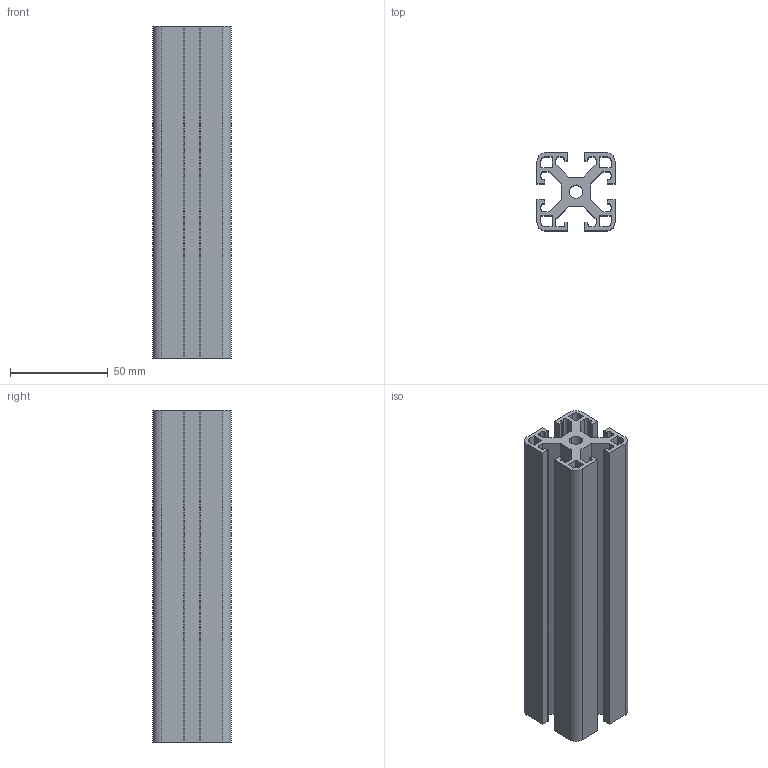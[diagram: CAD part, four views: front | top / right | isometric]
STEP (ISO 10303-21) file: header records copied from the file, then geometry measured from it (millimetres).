
FILE_DESCRIPTION (( 'STEP AP203' ), '1' );
FILE_NAME ('aluminum profile.STEP', '2021-04-22T19:37:10', ( 'Leo' ), ( 'Microsoft' ), 'SwSTEP 2.0', 'SolidWorks 2020', '' );
FILE_SCHEMA (( 'CONFIG_CONTROL_DESIGN' ));
Length unit declared in the file: millimetre
Products named in the file (1): aluminum profile
Bounding box: 40 x 40 x 170 mm (x, y, z)
Volume: 117196.4 mm3; surface area: 78129.3 mm2
Topology: 1 solids, 1 shells, 129 faces, 381 edges, 254 vertices
Faces by surface type: plane 84, cylinder 45
Entity records: 4402 total; most frequent: CARTESIAN_POINT 765, ORIENTED_EDGE 762, DIRECTION 731, EDGE_CURVE 381, LINE 291, VECTOR 291, VERTEX_POINT 254, AXIS2_PLACEMENT_3D 220
